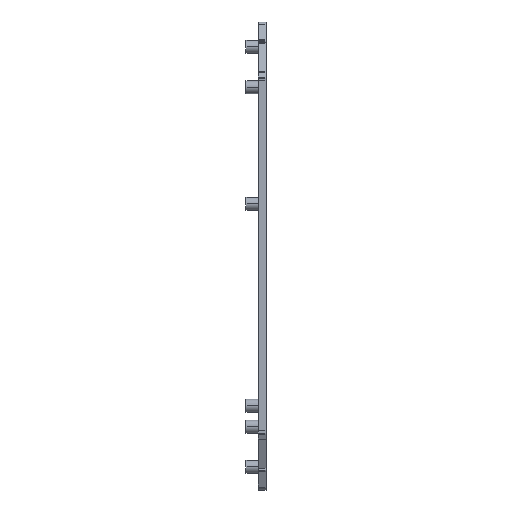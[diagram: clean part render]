
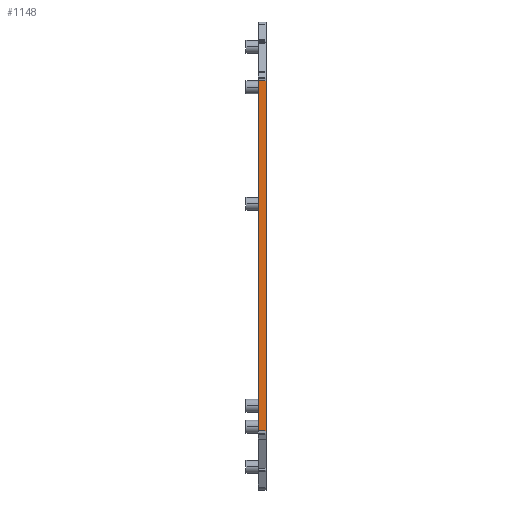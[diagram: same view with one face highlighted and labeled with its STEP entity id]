
A CAD part, top view. The second image highlights one B-rep face of the part: STEP entity #1148.
In plain terms, the highlighted planar face has unit normal (0, 0, 1).
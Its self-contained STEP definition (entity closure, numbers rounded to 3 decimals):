
#1094=AXIS2_PLACEMENT_3D('Plane Axis2P3D',#1091,#1092,#1093) ;
#1091=CARTESIAN_POINT('Axis2P3D Location',(3.9,11.,55.85)) ;
#1100=CARTESIAN_POINT('Vertex',(3.9,11.428,55.85)) ;
#1103=CARTESIAN_POINT('Line Origine',(3.15,11.428,55.85)) ;
#1107=CARTESIAN_POINT('Vertex',(2.4,11.428,55.85)) ;
#1123=CARTESIAN_POINT('Line Origine',(3.9,45.5,55.85)) ;
#1127=CARTESIAN_POINT('Vertex',(3.9,79.572,55.85)) ;
#1130=CARTESIAN_POINT('Line Origine',(3.15,79.572,55.85)) ;
#1134=CARTESIAN_POINT('Vertex',(2.4,79.572,55.85)) ;
#1137=CARTESIAN_POINT('Line Origine',(2.4,45.5,55.85)) ;
#1092=DIRECTION('Axis2P3D Direction',(0.,0.,1.)) ;
#1093=DIRECTION('Axis2P3D XDirection',(0.,1.,0.)) ;
#1104=DIRECTION('Vector Direction',(-1.,0.,0.)) ;
#1124=DIRECTION('Vector Direction',(0.,1.,0.)) ;
#1131=DIRECTION('Vector Direction',(-1.,0.,0.)) ;
#1138=DIRECTION('Vector Direction',(0.,1.,0.)) ;
#1105=VECTOR('Line Direction',#1104,1.) ;
#1125=VECTOR('Line Direction',#1124,1.) ;
#1132=VECTOR('Line Direction',#1131,1.) ;
#1139=VECTOR('Line Direction',#1138,1.) ;
#1143=ORIENTED_EDGE('',*,*,#1109,.F.) ;
#1144=ORIENTED_EDGE('',*,*,#1129,.T.) ;
#1145=ORIENTED_EDGE('',*,*,#1136,.T.) ;
#1146=ORIENTED_EDGE('',*,*,#1141,.F.) ;
#1148=ADVANCED_FACE('ABSCHLUSSPLATTE',(#1147),#1095,.T.) ;
#1109=EDGE_CURVE('',#1101,#1108,#1106,.T.) ;
#1129=EDGE_CURVE('',#1101,#1128,#1126,.T.) ;
#1136=EDGE_CURVE('',#1128,#1135,#1133,.T.) ;
#1141=EDGE_CURVE('',#1108,#1135,#1140,.T.) ;
#1142=EDGE_LOOP('',(#1143,#1144,#1145,#1146)) ;
#1147=FACE_OUTER_BOUND('',#1142,.T.) ;
#1106=LINE('Line',#1103,#1105) ;
#1126=LINE('Line',#1123,#1125) ;
#1133=LINE('Line',#1130,#1132) ;
#1140=LINE('Line',#1137,#1139) ;
#1095=PLANE('',#1094) ;
#1101=VERTEX_POINT('',#1100) ;
#1108=VERTEX_POINT('',#1107) ;
#1128=VERTEX_POINT('',#1127) ;
#1135=VERTEX_POINT('',#1134) ;
